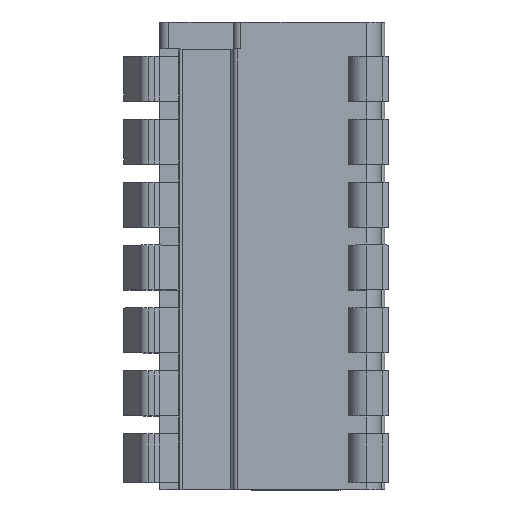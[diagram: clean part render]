
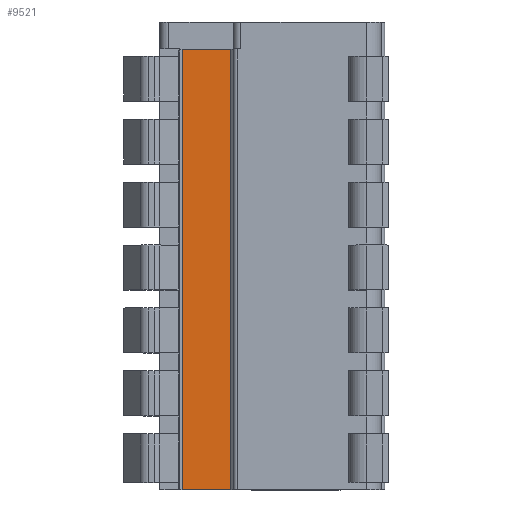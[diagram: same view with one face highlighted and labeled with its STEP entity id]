
A CAD part, top view. The second image highlights one B-rep face of the part: STEP entity #9521.
In plain terms, the highlighted planar face has unit normal (0, 0, 1).
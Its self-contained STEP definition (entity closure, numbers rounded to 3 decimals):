
#36=DIRECTION('',(1.,0.,0.));
#37=VECTOR('',#36,2.7);
#38=CARTESIAN_POINT('',(-4.12,0.,2.73));
#39=LINE('',#38,#37);
#1091=DIRECTION('',(1.,0.,0.));
#1092=VECTOR('',#1091,2.7);
#1093=CARTESIAN_POINT('',(-4.12,-24.5,2.73));
#1094=LINE('',#1093,#1092);
#3291=DIRECTION('',(0.,-1.,0.));
#3292=VECTOR('',#3291,24.5);
#3293=CARTESIAN_POINT('',(-4.12,0.,2.73));
#3294=LINE('',#3293,#3292);
#3295=DIRECTION('',(0.,-1.,0.));
#3296=VECTOR('',#3295,24.5);
#3297=CARTESIAN_POINT('',(-1.42,0.,2.73));
#3298=LINE('',#3297,#3296);
#4174=CARTESIAN_POINT('',(-4.12,0.,2.73));
#4175=VERTEX_POINT('',#4174);
#4176=CARTESIAN_POINT('',(-1.42,0.,2.73));
#4177=VERTEX_POINT('',#4176);
#4212=CARTESIAN_POINT('',(-4.12,-24.5,2.73));
#4213=VERTEX_POINT('',#4212);
#4214=CARTESIAN_POINT('',(-1.42,-24.5,2.73));
#4215=VERTEX_POINT('',#4214);
#9509=CARTESIAN_POINT('',(-4.12,0.,2.73));
#9510=DIRECTION('',(0.,0.,1.));
#9511=DIRECTION('',(1.,0.,0.));
#9512=AXIS2_PLACEMENT_3D('',#9509,#9510,#9511);
#9513=PLANE('',#9512);
#9514=ORIENTED_EDGE('',*,*,#5455,.T.);
#9516=ORIENTED_EDGE('',*,*,#9515,.T.);
#9517=ORIENTED_EDGE('',*,*,#6366,.F.);
#9518=ORIENTED_EDGE('',*,*,#9502,.F.);
#9519=EDGE_LOOP('',(#9514,#9516,#9517,#9518));
#9520=FACE_OUTER_BOUND('',#9519,.F.);
#9521=ADVANCED_FACE('',(#9520),#9513,.T.);
#5455=EDGE_CURVE('',#4175,#4177,#39,.T.);
#6366=EDGE_CURVE('',#4213,#4215,#1094,.T.);
#9502=EDGE_CURVE('',#4175,#4213,#3294,.T.);
#9515=EDGE_CURVE('',#4177,#4215,#3298,.T.);
